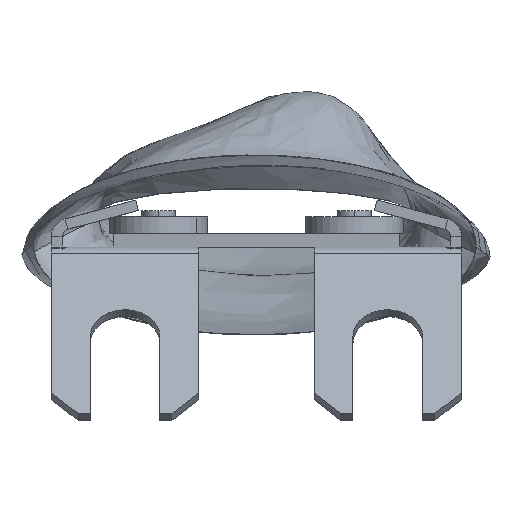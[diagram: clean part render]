
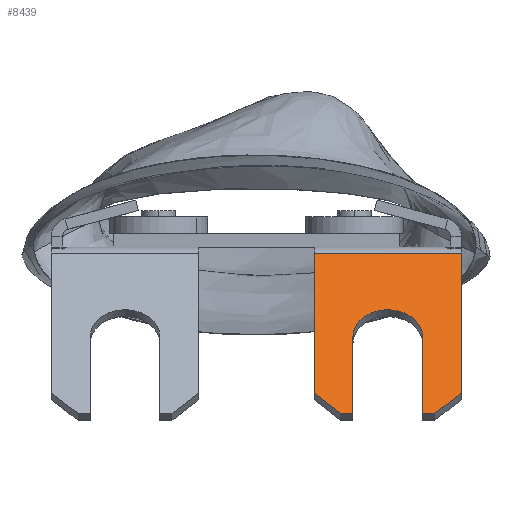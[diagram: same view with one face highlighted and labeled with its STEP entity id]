
A CAD part, front view. The second image highlights one B-rep face of the part: STEP entity #8439.
In plain terms, the highlighted face is planar.
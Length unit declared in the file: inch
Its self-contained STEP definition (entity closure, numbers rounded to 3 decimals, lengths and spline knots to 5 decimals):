
#79 = DIRECTION ( 'NONE',  ( 0.766, 0., -0.643 ) ) ;
#1723 = LINE ( 'NONE', #34091, #21522 ) ;
#2653 = EDGE_CURVE ( 'NONE', #55572, #47215, #51381, .T. ) ;
#3003 = CARTESIAN_POINT ( 'NONE',  ( 0.17848, 0.145, -0.37645 ) ) ;
#3677 = EDGE_CURVE ( 'NONE', #6671, #15254, #49565, .T. ) ;
#4916 = DIRECTION ( 'NONE',  ( 0.643, 0., 0.766 ) ) ;
#4992 = DIRECTION ( 'NONE',  ( -0.643, 0., -0.766 ) ) ;
#5877 = VECTOR ( 'NONE', #34513, 39.37008 ) ;
#6259 = VERTEX_POINT ( 'NONE', #54813 ) ;
#6671 = VERTEX_POINT ( 'NONE', #13980 ) ;
#6857 = ORIENTED_EDGE ( 'NONE', *, *, #2653, .T. ) ;
#6916 = EDGE_CURVE ( 'NONE', #28656, #47828, #51832, .T. ) ;
#7912 = EDGE_CURVE ( 'NONE', #55572, #42743, #52996, .T. ) ;
#8439 = ADVANCED_FACE ( 'NONE', ( #50853 ), #13421, .T. ) ;
#8569 = CARTESIAN_POINT ( 'NONE',  ( 0.98196, 0., 0.5811 ) ) ;
#10942 = EDGE_CURVE ( 'NONE', #38877, #28656, #17023, .T. ) ;
#11775 = LINE ( 'NONE', #26674, #53941 ) ;
#12092 = CARTESIAN_POINT ( 'NONE',  ( 0.98196, 0.145, 0.5811 ) ) ;
#13421 = PLANE ( 'NONE',  #41608 ) ;
#13980 = CARTESIAN_POINT ( 'NONE',  ( 0.98196, 0.405, 0.5811 ) ) ;
#15021 = ORIENTED_EDGE ( 'NONE', *, *, #17652, .F. ) ;
#15254 = VERTEX_POINT ( 'NONE', #49856 ) ;
#16911 = CARTESIAN_POINT ( 'NONE',  ( 0.91769, 0., 0.5045 ) ) ;
#17023 = LINE ( 'NONE', #3003, #54461 ) ;
#17475 = ORIENTED_EDGE ( 'NONE', *, *, #3677, .F. ) ;
#17586 = DIRECTION ( 'NONE',  ( -0.455, -0.707, -0.542 ) ) ;
#17652 = EDGE_CURVE ( 'NONE', #26753, #38877, #1723, .T. ) ;
#20802 = DIRECTION ( 'NONE',  ( -0.643, 0., -0.766 ) ) ;
#21325 = LINE ( 'NONE', #52388, #36157 ) ;
#21520 = DIRECTION ( 'NONE',  ( 0.643, 0., 0.766 ) ) ;
#21522 = VECTOR ( 'NONE', #43175, 39.37008 ) ;
#23210 = CARTESIAN_POINT ( 'NONE',  ( 0.48148, 0.55, -0.01535 ) ) ;
#23922 = ORIENTED_EDGE ( 'NONE', *, *, #7912, .F. ) ;
#25407 = EDGE_CURVE ( 'NONE', #6259, #15254, #27005, .T. ) ;
#25777 = CARTESIAN_POINT ( 'NONE',  ( 0.54808, 1.125, 0.06402 ) ) ;
#26674 = CARTESIAN_POINT ( 'NONE',  ( 0.72485, -0.3, 0.27469 ) ) ;
#26753 = VERTEX_POINT ( 'NONE', #30583 ) ;
#27005 = LINE ( 'NONE', #25777, #5877 ) ;
#28656 = VERTEX_POINT ( 'NONE', #34831 ) ;
#29903 = DIRECTION ( 'NONE',  ( 0., 1., 0. ) ) ;
#30274 = CARTESIAN_POINT ( 'NONE',  ( 0.48148, 0.55, -0.01535 ) ) ;
#30531 = VECTOR ( 'NONE', #21520, 39.37008 ) ;
#30583 = CARTESIAN_POINT ( 'NONE',  ( 0.98196, 0.1, 0.5811 ) ) ;
#31964 = EDGE_CURVE ( 'NONE', #26753, #42743, #11775, .T. ) ;
#33341 = DIRECTION ( 'NONE',  ( 0.766, 0., -0.643 ) ) ;
#33438 = DIRECTION ( 'NONE',  ( -0.643, 0., -0.766 ) ) ;
#33968 = VECTOR ( 'NONE', #4916, 39.37008 ) ;
#34061 = ORIENTED_EDGE ( 'NONE', *, *, #40329, .F. ) ;
#34091 = CARTESIAN_POINT ( 'NONE',  ( 0.98196, 0., 0.5811 ) ) ;
#34513 = DIRECTION ( 'NONE',  ( 0.455, -0.707, 0.542 ) ) ;
#34831 = CARTESIAN_POINT ( 'NONE',  ( 0.74092, 0.145, 0.29384 ) ) ;
#35130 = ORIENTED_EDGE ( 'NONE', *, *, #31964, .T. ) ;
#35187 = ORIENTED_EDGE ( 'NONE', *, *, #10942, .F. ) ;
#36157 = VECTOR ( 'NONE', #4992, 39.37008 ) ;
#36882 = EDGE_CURVE ( 'NONE', #6259, #47215, #21325, .T. ) ;
#38719 = LINE ( 'NONE', #47531, #30531 ) ;
#38877 = VERTEX_POINT ( 'NONE', #12092 ) ;
#39276 = CARTESIAN_POINT ( 'NONE',  ( 0.17848, 0.55, -0.37645 ) ) ;
#39600 = ORIENTED_EDGE ( 'NONE', *, *, #6916, .F. ) ;
#39784 = VECTOR ( 'NONE', #29903, 39.37008 ) ;
#40329 = EDGE_CURVE ( 'NONE', #47828, #6671, #38719, .T. ) ;
#40779 = ORIENTED_EDGE ( 'NONE', *, *, #36882, .F. ) ;
#41608 = AXIS2_PLACEMENT_3D ( 'NONE', #39276, #79, #43638 ) ;
#42743 = VERTEX_POINT ( 'NONE', #16911 ) ;
#43175 = DIRECTION ( 'NONE',  ( 0., 1., 0. ) ) ;
#43638 = DIRECTION ( 'NONE',  ( -0.643, 0., -0.766 ) ) ;
#43704 = CARTESIAN_POINT ( 'NONE',  ( 0.17848, 0., -0.37645 ) ) ;
#43853 = EDGE_LOOP ( 'NONE', ( #23922, #6857, #40779, #55039, #17475, #34061, #39600, #35187, #15021, #35130 ) ) ;
#44939 = DIRECTION ( 'NONE',  ( 0., 1., 0. ) ) ;
#45343 = CARTESIAN_POINT ( 'NONE',  ( 0.74092, 0.405, 0.29384 ) ) ;
#47215 = VERTEX_POINT ( 'NONE', #23210 ) ;
#47531 = CARTESIAN_POINT ( 'NONE',  ( 0.17848, 0.405, -0.37645 ) ) ;
#47828 = VERTEX_POINT ( 'NONE', #45343 ) ;
#49274 = AXIS2_PLACEMENT_3D ( 'NONE', #54876, #33341, #20802 ) ;
#49565 = LINE ( 'NONE', #8569, #50925 ) ;
#49656 = CARTESIAN_POINT ( 'NONE',  ( 0.48148, 0., -0.01535 ) ) ;
#49856 = CARTESIAN_POINT ( 'NONE',  ( 0.98196, 0.45, 0.5811 ) ) ;
#50853 = FACE_OUTER_BOUND ( 'NONE', #43853, .T. ) ;
#50925 = VECTOR ( 'NONE', #44939, 39.37008 ) ;
#51381 = LINE ( 'NONE', #30274, #39784 ) ;
#51832 = CIRCLE ( 'NONE', #49274, 0.13 ) ;
#52388 = CARTESIAN_POINT ( 'NONE',  ( 0.17848, 0.55, -0.37645 ) ) ;
#52996 = LINE ( 'NONE', #43704, #33968 ) ;
#53941 = VECTOR ( 'NONE', #17586, 39.37008 ) ;
#54461 = VECTOR ( 'NONE', #33438, 39.37008 ) ;
#54813 = CARTESIAN_POINT ( 'NONE',  ( 0.91769, 0.55, 0.5045 ) ) ;
#54876 = CARTESIAN_POINT ( 'NONE',  ( 0.74092, 0.275, 0.29384 ) ) ;
#55039 = ORIENTED_EDGE ( 'NONE', *, *, #25407, .T. ) ;
#55572 = VERTEX_POINT ( 'NONE', #49656 ) ;
